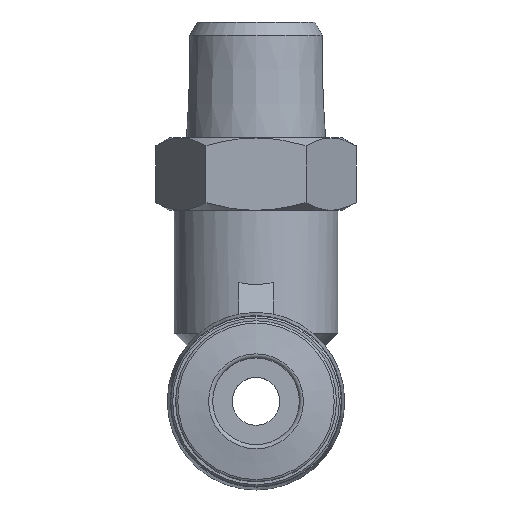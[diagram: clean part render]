
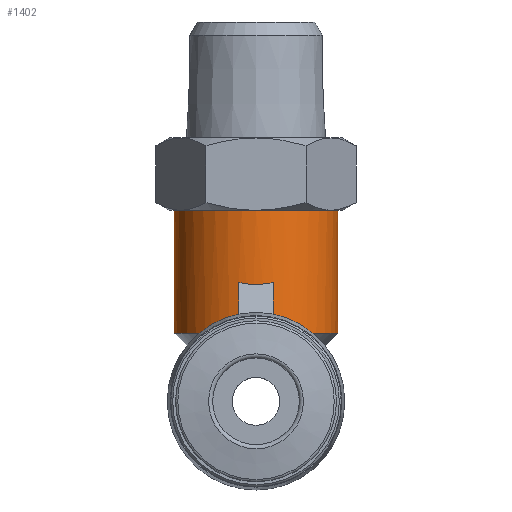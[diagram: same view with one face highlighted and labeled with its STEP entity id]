
A CAD part, left-side view. The second image highlights one B-rep face of the part: STEP entity #1402.
In plain terms, the highlighted cylindrical face has radius 6 mm (diameter 12 mm), a full revolution.
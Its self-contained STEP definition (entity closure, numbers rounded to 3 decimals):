
#58=B_SPLINE_CURVE_WITH_KNOTS('',3,(#1986,#1987,#1988,#1989),
 .UNSPECIFIED.,.F.,.F.,(4,4),(0.001,0.004),
 .UNSPECIFIED.);
#59=B_SPLINE_CURVE_WITH_KNOTS('',3,(#1991,#1992,#1993,#1994),
 .UNSPECIFIED.,.F.,.F.,(4,4),(0.,0.001),
 .UNSPECIFIED.);
#60=B_SPLINE_CURVE_WITH_KNOTS('',3,(#1995,#1996,#1997,#1998),
 .UNSPECIFIED.,.F.,.F.,(4,4),(0.,0.001),
 .UNSPECIFIED.);
#61=B_SPLINE_CURVE_WITH_KNOTS('',3,(#2000,#2001,#2002,#2003),
 .UNSPECIFIED.,.F.,.F.,(4,4),(0.006,0.009),
 .UNSPECIFIED.);
#62=B_SPLINE_CURVE_WITH_KNOTS('',3,(#2005,#2006,#2007,#2008),
 .UNSPECIFIED.,.F.,.F.,(4,4),(0.001,0.004),
 .UNSPECIFIED.);
#63=B_SPLINE_CURVE_WITH_KNOTS('',3,(#2010,#2011,#2012,#2013),
 .UNSPECIFIED.,.F.,.F.,(4,4),(0.,0.001),
 .UNSPECIFIED.);
#64=B_SPLINE_CURVE_WITH_KNOTS('',3,(#2014,#2015,#2016,#2017),
 .UNSPECIFIED.,.F.,.F.,(4,4),(0.,0.001),
 .UNSPECIFIED.);
#65=B_SPLINE_CURVE_WITH_KNOTS('',3,(#2019,#2020,#2021,#2022),
 .UNSPECIFIED.,.F.,.F.,(4,4),(0.006,0.009),
 .UNSPECIFIED.);
#91=LINE('',#1898,#109);
#96=LINE('',#1910,#114);
#98=LINE('',#1915,#116);
#102=LINE('',#1924,#120);
#109=VECTOR('',#1613,1000.);
#114=VECTOR('',#1620,1000.);
#116=VECTOR('',#1624,1000.);
#120=VECTOR('',#1630,1000.);
#156=ELLIPSE('',#1489,8.485,6.);
#157=ELLIPSE('',#1490,8.485,6.);
#193=ORIENTED_EDGE('',*,*,#437,.F.);
#194=ORIENTED_EDGE('',*,*,#438,.F.);
#195=ORIENTED_EDGE('',*,*,#439,.F.);
#196=ORIENTED_EDGE('',*,*,#433,.T.);
#197=ORIENTED_EDGE('',*,*,#440,.F.);
#198=ORIENTED_EDGE('',*,*,#441,.F.);
#199=ORIENTED_EDGE('',*,*,#420,.T.);
#200=ORIENTED_EDGE('',*,*,#442,.T.);
#201=ORIENTED_EDGE('',*,*,#414,.F.);
#202=ORIENTED_EDGE('',*,*,#443,.F.);
#203=ORIENTED_EDGE('',*,*,#444,.F.);
#204=ORIENTED_EDGE('',*,*,#435,.T.);
#205=ORIENTED_EDGE('',*,*,#445,.F.);
#206=ORIENTED_EDGE('',*,*,#446,.F.);
#207=ORIENTED_EDGE('',*,*,#409,.F.);
#208=ORIENTED_EDGE('',*,*,#447,.T.);
#209=ORIENTED_EDGE('',*,*,#416,.T.);
#409=EDGE_CURVE('',#532,#533,#91,.F.);
#414=EDGE_CURVE('',#537,#535,#96,.T.);
#416=EDGE_CURVE('',#540,#538,#98,.F.);
#420=EDGE_CURVE('',#542,#543,#102,.T.);
#433=EDGE_CURVE('',#554,#555,#623,.T.);
#435=EDGE_CURVE('',#557,#556,#624,.T.);
#437=EDGE_CURVE('',#558,#558,#625,.T.);
#438=EDGE_CURVE('',#559,#538,#58,.T.);
#439=EDGE_CURVE('',#554,#559,#59,.T.);
#440=EDGE_CURVE('',#560,#555,#60,.T.);
#441=EDGE_CURVE('',#542,#560,#61,.T.);
#442=EDGE_CURVE('',#543,#535,#156,.F.);
#443=EDGE_CURVE('',#561,#537,#62,.T.);
#444=EDGE_CURVE('',#557,#561,#63,.T.);
#445=EDGE_CURVE('',#562,#556,#64,.T.);
#446=EDGE_CURVE('',#533,#562,#65,.T.);
#447=EDGE_CURVE('',#532,#540,#157,.F.);
#532=VERTEX_POINT('',#1899);
#533=VERTEX_POINT('',#1900);
#535=VERTEX_POINT('',#1906);
#537=VERTEX_POINT('',#1909);
#538=VERTEX_POINT('',#1913);
#540=VERTEX_POINT('',#1916);
#542=VERTEX_POINT('',#1921);
#543=VERTEX_POINT('',#1923);
#554=VERTEX_POINT('',#1964);
#555=VERTEX_POINT('',#1969);
#556=VERTEX_POINT('',#1976);
#557=VERTEX_POINT('',#1978);
#558=VERTEX_POINT('',#1985);
#559=VERTEX_POINT('',#1990);
#560=VERTEX_POINT('',#1999);
#561=VERTEX_POINT('',#2009);
#562=VERTEX_POINT('',#2018);
#623=CIRCLE('',#1484,6.);
#624=CIRCLE('',#1486,6.);
#625=CIRCLE('',#1488,6.);
#685=EDGE_LOOP('',(#193));
#686=EDGE_LOOP('',(#194,#195,#196,#197,#198,#199,#200,#201,#202,#203,#204,
#205,#206,#207,#208,#209));
#793=FACE_BOUND('',#685,.T.);
#794=FACE_BOUND('',#686,.T.);
#894=CYLINDRICAL_SURFACE('',#1487,6.);
#1402=ADVANCED_FACE('',(#793,#794),#894,.T.);
#1484=AXIS2_PLACEMENT_3D('',#1970,#1649,#1650);
#1486=AXIS2_PLACEMENT_3D('',#1977,#1653,#1654);
#1487=AXIS2_PLACEMENT_3D('',#1983,#1655,#1656);
#1488=AXIS2_PLACEMENT_3D('',#1984,#1657,#1658);
#1489=AXIS2_PLACEMENT_3D('',#2004,#1659,#1660);
#1490=AXIS2_PLACEMENT_3D('',#2023,#1661,#1662);
#1613=DIRECTION('',(0.,0.,1.));
#1620=DIRECTION('',(0.,0.,1.));
#1624=DIRECTION('',(0.,0.,1.));
#1630=DIRECTION('',(0.,0.,1.));
#1649=DIRECTION('',(0.,0.,1.));
#1650=DIRECTION('',(1.,0.,0.));
#1653=DIRECTION('',(0.,0.,1.));
#1654=DIRECTION('',(1.,0.,0.));
#1655=DIRECTION('',(0.,0.,1.));
#1656=DIRECTION('',(1.,0.,0.));
#1657=DIRECTION('',(0.,0.,1.));
#1658=DIRECTION('',(1.,0.,0.));
#1659=DIRECTION('',(-0.707,0.,-0.707));
#1660=DIRECTION('',(-0.707,0.,0.707));
#1661=DIRECTION('',(0.707,0.,-0.707));
#1662=DIRECTION('',(0.707,0.,0.707));
#1898=CARTESIAN_POINT('',(-5.868,1.25,19.3));
#1899=CARTESIAN_POINT('',(-5.868,1.25,8.698));
#1900=CARTESIAN_POINT('',(-5.868,1.25,6.379));
#1906=CARTESIAN_POINT('',(5.868,1.25,8.698));
#1909=CARTESIAN_POINT('',(5.868,1.25,6.379));
#1910=CARTESIAN_POINT('',(5.868,1.25,19.3));
#1913=CARTESIAN_POINT('',(-5.868,-1.25,6.379));
#1915=CARTESIAN_POINT('',(-5.868,-1.25,19.3));
#1916=CARTESIAN_POINT('',(-5.868,-1.25,8.698));
#1921=CARTESIAN_POINT('',(5.868,-1.25,6.379));
#1923=CARTESIAN_POINT('',(5.868,-1.25,8.698));
#1924=CARTESIAN_POINT('',(5.868,-1.25,19.3));
#1964=CARTESIAN_POINT('',(-4.722,-3.702,5.));
#1969=CARTESIAN_POINT('',(4.722,-3.702,5.));
#1970=CARTESIAN_POINT('',(0.,0.,5.));
#1976=CARTESIAN_POINT('',(-4.722,3.702,5.));
#1977=CARTESIAN_POINT('',(0.,0.,5.));
#1978=CARTESIAN_POINT('',(4.722,3.702,5.));
#1983=CARTESIAN_POINT('',(0.,0.,19.3));
#1984=CARTESIAN_POINT('',(0.,0.,14.));
#1985=CARTESIAN_POINT('',(6.,0.,14.));
#1986=CARTESIAN_POINT('',(-5.,-3.317,5.59));
#1987=CARTESIAN_POINT('',(-5.394,-2.723,5.943));
#1988=CARTESIAN_POINT('',(-5.704,-2.023,6.227));
#1989=CARTESIAN_POINT('',(-5.868,-1.25,6.379));
#1990=CARTESIAN_POINT('',(-5.,-3.317,5.59));
#1991=CARTESIAN_POINT('',(-4.722,-3.702,5.));
#1992=CARTESIAN_POINT('',(-4.814,-3.584,5.203));
#1993=CARTESIAN_POINT('',(-4.908,-3.456,5.4));
#1994=CARTESIAN_POINT('',(-5.,-3.317,5.59));
#1995=CARTESIAN_POINT('',(5.,-3.317,5.59));
#1996=CARTESIAN_POINT('',(4.908,-3.456,5.4));
#1997=CARTESIAN_POINT('',(4.814,-3.584,5.203));
#1998=CARTESIAN_POINT('',(4.722,-3.702,5.));
#1999=CARTESIAN_POINT('',(5.,-3.317,5.59));
#2000=CARTESIAN_POINT('',(5.868,-1.25,6.379));
#2001=CARTESIAN_POINT('',(5.706,-2.013,6.229));
#2002=CARTESIAN_POINT('',(5.398,-2.717,5.946));
#2003=CARTESIAN_POINT('',(5.,-3.317,5.59));
#2004=CARTESIAN_POINT('',(0.,0.,14.566));
#2005=CARTESIAN_POINT('',(5.,3.317,5.59));
#2006=CARTESIAN_POINT('',(5.394,2.723,5.943));
#2007=CARTESIAN_POINT('',(5.704,2.023,6.227));
#2008=CARTESIAN_POINT('',(5.868,1.25,6.379));
#2009=CARTESIAN_POINT('',(5.,3.317,5.59));
#2010=CARTESIAN_POINT('',(4.722,3.702,5.));
#2011=CARTESIAN_POINT('',(4.814,3.584,5.203));
#2012=CARTESIAN_POINT('',(4.908,3.456,5.4));
#2013=CARTESIAN_POINT('',(5.,3.317,5.59));
#2014=CARTESIAN_POINT('',(-5.,3.317,5.59));
#2015=CARTESIAN_POINT('',(-4.908,3.456,5.4));
#2016=CARTESIAN_POINT('',(-4.814,3.584,5.203));
#2017=CARTESIAN_POINT('',(-4.722,3.702,5.));
#2018=CARTESIAN_POINT('',(-5.,3.317,5.59));
#2019=CARTESIAN_POINT('',(-5.868,1.25,6.379));
#2020=CARTESIAN_POINT('',(-5.706,2.013,6.229));
#2021=CARTESIAN_POINT('',(-5.398,2.717,5.946));
#2022=CARTESIAN_POINT('',(-5.,3.317,5.59));
#2023=CARTESIAN_POINT('',(0.,0.,14.566));
